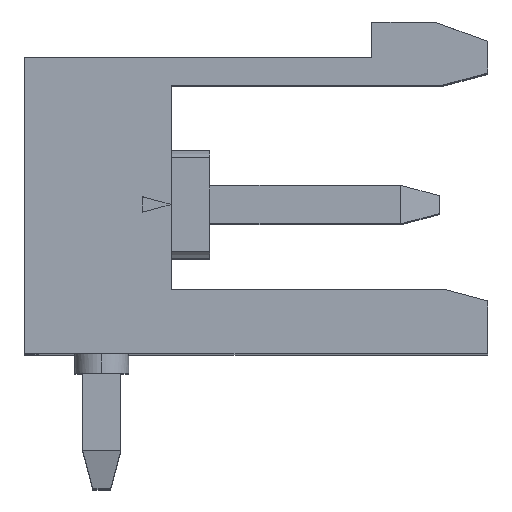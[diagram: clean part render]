
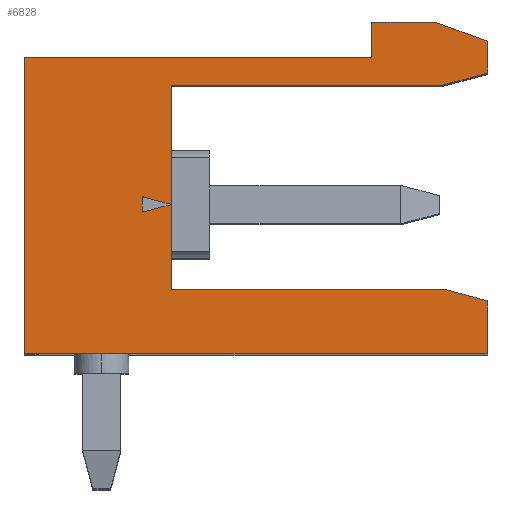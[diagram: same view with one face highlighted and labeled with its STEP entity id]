
A CAD part, top view. The second image highlights one B-rep face of the part: STEP entity #6828.
In plain terms, the highlighted planar face has unit normal (0, 0, 1).
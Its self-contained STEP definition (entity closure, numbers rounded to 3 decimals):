
#11 = VERTEX_POINT ( 'NONE', #3084 ) ;
#24 = ORIENTED_EDGE ( 'NONE', *, *, #3257, .T. ) ;
#26 = LINE ( 'NONE', #7971, #9083 ) ;
#84 = CARTESIAN_POINT ( 'NONE',  ( 39.845, 45.443, 2.54 ) ) ;
#125 = CARTESIAN_POINT ( 'NONE',  ( 47.253, 46.373, 2.54 ) ) ;
#198 = EDGE_CURVE ( 'NONE', #2957, #10647, #8299, .T. ) ;
#252 = VERTEX_POINT ( 'NONE', #1133 ) ;
#268 = VERTEX_POINT ( 'NONE', #8819 ) ;
#284 = VERTEX_POINT ( 'NONE', #2894 ) ;
#292 = VECTOR ( 'NONE', #2663, 1000. ) ;
#447 = DIRECTION ( 'NONE',  ( 0., 1., 0. ) ) ;
#479 = ORIENTED_EDGE ( 'NONE', *, *, #8416, .F. ) ;
#566 = LINE ( 'NONE', #84, #292 ) ;
#645 = VERTEX_POINT ( 'NONE', #1898 ) ;
#806 = VECTOR ( 'NONE', #5613, 1000. ) ;
#1011 = EDGE_CURVE ( 'NONE', #11, #6093, #26, .T. ) ;
#1066 = EDGE_CURVE ( 'NONE', #11, #252, #9716, .T. ) ;
#1133 = CARTESIAN_POINT ( 'NONE',  ( 47.464, 44.736, 2.54 ) ) ;
#1146 = LINE ( 'NONE', #8606, #7673 ) ;
#1152 = ORIENTED_EDGE ( 'NONE', *, *, #7471, .F. ) ;
#1291 = LINE ( 'NONE', #7685, #6739 ) ;
#1300 = ORIENTED_EDGE ( 'NONE', *, *, #10184, .T. ) ;
#1306 = DIRECTION ( 'NONE',  ( 1., 0., 0. ) ) ;
#1437 = LINE ( 'NONE', #2036, #5981 ) ;
#1760 = VECTOR ( 'NONE', #3644, 1000. ) ;
#1764 = DIRECTION ( 'NONE',  ( -1., 0., 0. ) ) ;
#1770 = DIRECTION ( 'NONE',  ( 0., 0., 1. ) ) ;
#1898 = CARTESIAN_POINT ( 'NONE',  ( 36.627, 45.443, 2.54 ) ) ;
#1907 = LINE ( 'NONE', #2184, #6451 ) ;
#1980 = LINE ( 'NONE', #2246, #8531 ) ;
#1998 = ORIENTED_EDGE ( 'NONE', *, *, #9152, .F. ) ;
#2036 = CARTESIAN_POINT ( 'NONE',  ( 39.677, 39.69, 2.54 ) ) ;
#2081 = VERTEX_POINT ( 'NONE', #10699 ) ;
#2127 = CARTESIAN_POINT ( 'NONE',  ( 45.627, 46.373, 2.54 ) ) ;
#2184 = CARTESIAN_POINT ( 'NONE',  ( 45.627, 46.373, 2.54 ) ) ;
#2209 = VECTOR ( 'NONE', #8883, 1000. ) ;
#2246 = CARTESIAN_POINT ( 'NONE',  ( 39.845, 39.443, 2.54 ) ) ;
#2586 = VECTOR ( 'NONE', #4063, 1000. ) ;
#2628 = EDGE_CURVE ( 'NONE', #5016, #3137, #5997, .T. ) ;
#2663 = DIRECTION ( 'NONE',  ( -1., 0., 0. ) ) ;
#2779 = LINE ( 'NONE', #7716, #5052 ) ;
#2894 = CARTESIAN_POINT ( 'NONE',  ( 39.677, 41.442, 2.54 ) ) ;
#2948 = CARTESIAN_POINT ( 'NONE',  ( 48.627, 39.143, 2.54 ) ) ;
#2957 = VERTEX_POINT ( 'NONE', #6110 ) ;
#3084 = CARTESIAN_POINT ( 'NONE',  ( 48.627, 45.048, 2.54 ) ) ;
#3102 = FACE_OUTER_BOUND ( 'NONE', #4609, .T. ) ;
#3137 = VERTEX_POINT ( 'NONE', #6279 ) ;
#3226 = EDGE_CURVE ( 'NONE', #3137, #252, #9563, .T. ) ;
#3257 = EDGE_CURVE ( 'NONE', #3597, #5016, #1980, .T. ) ;
#3304 = LINE ( 'NONE', #3744, #7551 ) ;
#3377 = FACE_BOUND ( 'NONE', #10894, .T. ) ;
#3465 = PLANE ( 'NONE',  #7862 ) ;
#3522 = DIRECTION ( 'NONE',  ( 0., 1., 0. ) ) ;
#3583 = CARTESIAN_POINT ( 'NONE',  ( 40.427, 41.643, 2.54 ) ) ;
#3597 = VERTEX_POINT ( 'NONE', #7467 ) ;
#3644 = DIRECTION ( 'NONE',  ( 0.966, -0.259, 0. ) ) ;
#3729 = CARTESIAN_POINT ( 'NONE',  ( 48.627, 45.873, 2.54 ) ) ;
#3744 = CARTESIAN_POINT ( 'NONE',  ( 48.627, 39.69, 2.54 ) ) ;
#3756 = DIRECTION ( 'NONE',  ( 0., 1., 0. ) ) ;
#3804 = EDGE_CURVE ( 'NONE', #7748, #2081, #2779, .T. ) ;
#4063 = DIRECTION ( 'NONE',  ( 0.94, -0.342, 0. ) ) ;
#4136 = EDGE_CURVE ( 'NONE', #7748, #268, #3304, .T. ) ;
#4160 = EDGE_CURVE ( 'NONE', #268, #3597, #8721, .T. ) ;
#4289 = ORIENTED_EDGE ( 'NONE', *, *, #2628, .T. ) ;
#4393 = EDGE_CURVE ( 'NONE', #7796, #7063, #1907, .T. ) ;
#4543 = DIRECTION ( 'NONE',  ( 0., 1., 0. ) ) ;
#4609 = EDGE_LOOP ( 'NONE', ( #24, #4289, #10708, #7646, #9440, #1998, #479, #6781, #8952, #1152, #7752, #10598, #8592 ) ) ;
#4686 = CARTESIAN_POINT ( 'NONE',  ( 40.427, 39.69, 2.54 ) ) ;
#5016 = VERTEX_POINT ( 'NONE', #5797 ) ;
#5052 = VECTOR ( 'NONE', #1764, 1000. ) ;
#5584 = EDGE_CURVE ( 'NONE', #7796, #645, #566, .T. ) ;
#5613 = DIRECTION ( 'NONE',  ( 1., 0., 0. ) ) ;
#5752 = ORIENTED_EDGE ( 'NONE', *, *, #7413, .T. ) ;
#5797 = CARTESIAN_POINT ( 'NONE',  ( 40.427, 39.443, 2.54 ) ) ;
#5981 = VECTOR ( 'NONE', #7965, 1000. ) ;
#5997 = LINE ( 'NONE', #4686, #7966 ) ;
#6086 = VECTOR ( 'NONE', #1306, 1000. ) ;
#6093 = VERTEX_POINT ( 'NONE', #3729 ) ;
#6110 = CARTESIAN_POINT ( 'NONE',  ( 39.677, 41.844, 2.54 ) ) ;
#6279 = CARTESIAN_POINT ( 'NONE',  ( 40.427, 44.736, 2.54 ) ) ;
#6338 = LINE ( 'NONE', #7258, #6086 ) ;
#6451 = VECTOR ( 'NONE', #9836, 1000. ) ;
#6739 = VECTOR ( 'NONE', #6821, 1000. ) ;
#6781 = ORIENTED_EDGE ( 'NONE', *, *, #4393, .F. ) ;
#6821 = DIRECTION ( 'NONE',  ( -0.966, -0.259, 0. ) ) ;
#6824 = LINE ( 'NONE', #8287, #2586 ) ;
#6828 = ADVANCED_FACE ( 'NONE', ( #3102, #3377 ), #3465, .T. ) ;
#6874 = CARTESIAN_POINT ( 'NONE',  ( 39.845, 39.69, 2.54 ) ) ;
#7063 = VERTEX_POINT ( 'NONE', #2127 ) ;
#7258 = CARTESIAN_POINT ( 'NONE',  ( 47.427, 46.373, 2.54 ) ) ;
#7363 = ORIENTED_EDGE ( 'NONE', *, *, #198, .T. ) ;
#7413 = EDGE_CURVE ( 'NONE', #10647, #284, #1291, .T. ) ;
#7467 = CARTESIAN_POINT ( 'NONE',  ( 47.507, 39.443, 2.54 ) ) ;
#7471 = EDGE_CURVE ( 'NONE', #2081, #645, #1146, .T. ) ;
#7489 = VECTOR ( 'NONE', #8054, 1000. ) ;
#7528 = CARTESIAN_POINT ( 'NONE',  ( 48.627, 37.773, 2.54 ) ) ;
#7551 = VECTOR ( 'NONE', #4543, 1000. ) ;
#7646 = ORIENTED_EDGE ( 'NONE', *, *, #1066, .F. ) ;
#7673 = VECTOR ( 'NONE', #3522, 1000. ) ;
#7685 = CARTESIAN_POINT ( 'NONE',  ( 40.427, 41.643, 2.54 ) ) ;
#7716 = CARTESIAN_POINT ( 'NONE',  ( 38.127, 37.773, 2.54 ) ) ;
#7723 = DIRECTION ( 'NONE',  ( 1., 0., 0. ) ) ;
#7748 = VERTEX_POINT ( 'NONE', #7528 ) ;
#7752 = ORIENTED_EDGE ( 'NONE', *, *, #3804, .F. ) ;
#7796 = VERTEX_POINT ( 'NONE', #8533 ) ;
#7862 = AXIS2_PLACEMENT_3D ( 'NONE', #6874, #1770, #7723 ) ;
#7904 = CARTESIAN_POINT ( 'NONE',  ( 39.677, 41.844, 2.54 ) ) ;
#7965 = DIRECTION ( 'NONE',  ( 0., 1., 0. ) ) ;
#7966 = VECTOR ( 'NONE', #447, 1000. ) ;
#7971 = CARTESIAN_POINT ( 'NONE',  ( 48.627, 39.69, 2.54 ) ) ;
#8054 = DIRECTION ( 'NONE',  ( -0.966, -0.259, 0. ) ) ;
#8145 = CARTESIAN_POINT ( 'NONE',  ( 39.845, 44.736, 2.54 ) ) ;
#8224 = DIRECTION ( 'NONE',  ( -1., 0., 0. ) ) ;
#8287 = CARTESIAN_POINT ( 'NONE',  ( 47.94, 46.123, 2.54 ) ) ;
#8299 = LINE ( 'NONE', #7904, #1760 ) ;
#8416 = EDGE_CURVE ( 'NONE', #7063, #8718, #6338, .T. ) ;
#8531 = VECTOR ( 'NONE', #8224, 1000. ) ;
#8533 = CARTESIAN_POINT ( 'NONE',  ( 45.627, 45.443, 2.54 ) ) ;
#8592 = ORIENTED_EDGE ( 'NONE', *, *, #4160, .T. ) ;
#8606 = CARTESIAN_POINT ( 'NONE',  ( 36.627, 44.573, 2.54 ) ) ;
#8718 = VERTEX_POINT ( 'NONE', #125 ) ;
#8721 = LINE ( 'NONE', #2948, #2209 ) ;
#8819 = CARTESIAN_POINT ( 'NONE',  ( 48.627, 39.143, 2.54 ) ) ;
#8883 = DIRECTION ( 'NONE',  ( -0.966, 0.259, 0. ) ) ;
#8952 = ORIENTED_EDGE ( 'NONE', *, *, #5584, .T. ) ;
#9083 = VECTOR ( 'NONE', #3756, 1000. ) ;
#9152 = EDGE_CURVE ( 'NONE', #8718, #6093, #6824, .T. ) ;
#9440 = ORIENTED_EDGE ( 'NONE', *, *, #1011, .T. ) ;
#9563 = LINE ( 'NONE', #8145, #806 ) ;
#9716 = LINE ( 'NONE', #10554, #7489 ) ;
#9836 = DIRECTION ( 'NONE',  ( 0., 1., 0. ) ) ;
#10184 = EDGE_CURVE ( 'NONE', #284, #2957, #1437, .T. ) ;
#10554 = CARTESIAN_POINT ( 'NONE',  ( 47.468, 44.737, 2.54 ) ) ;
#10598 = ORIENTED_EDGE ( 'NONE', *, *, #4136, .T. ) ;
#10647 = VERTEX_POINT ( 'NONE', #3583 ) ;
#10699 = CARTESIAN_POINT ( 'NONE',  ( 36.627, 37.773, 2.54 ) ) ;
#10708 = ORIENTED_EDGE ( 'NONE', *, *, #3226, .T. ) ;
#10894 = EDGE_LOOP ( 'NONE', ( #7363, #5752, #1300 ) ) ;
